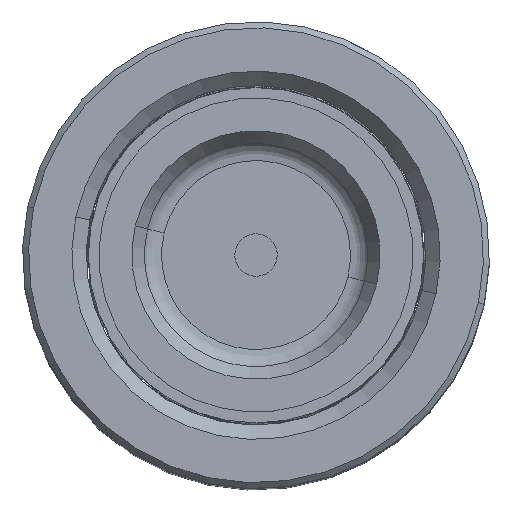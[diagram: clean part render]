
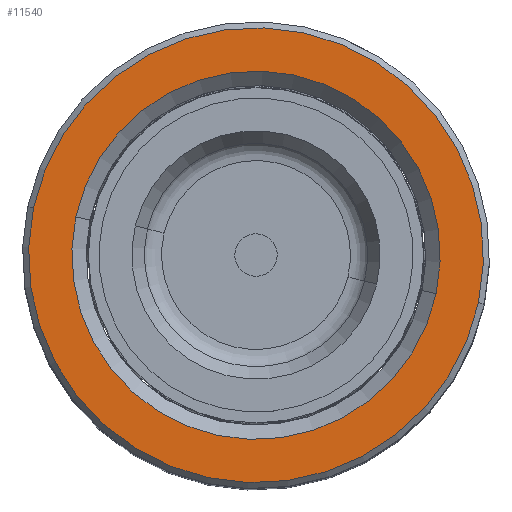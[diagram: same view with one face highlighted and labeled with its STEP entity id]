
A CAD part, top view. The second image highlights one B-rep face of the part: STEP entity #11540.
In plain terms, the highlighted planar face has unit normal (0, 0, 1).
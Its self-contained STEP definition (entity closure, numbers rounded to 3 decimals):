
#1088 = CIRCLE ( 'NONE', #21682, 21.7 ) ;
#1284 = CIRCLE ( 'NONE', #37962, 21.7 ) ;
#2664 = CIRCLE ( 'NONE', #33391, 26.8 ) ;
#2740 = VERTEX_POINT ( 'NONE', #35640 ) ;
#3397 = EDGE_CURVE ( 'NONE', #21696, #44813, #5027, .T. ) ;
#3542 = ORIENTED_EDGE ( 'NONE', *, *, #17849, .T. ) ;
#5027 = CIRCLE ( 'NONE', #20415, 26.8 ) ;
#5916 = DIRECTION ( 'NONE',  ( 1., 0., 0. ) ) ;
#6514 = FACE_BOUND ( 'NONE', #36552, .T. ) ;
#9417 = DIRECTION ( 'NONE',  ( 0., 0., -1. ) ) ;
#10643 = FACE_OUTER_BOUND ( 'NONE', #18537, .T. ) ;
#11540 = ADVANCED_FACE ( 'NONE', ( #10643, #6514 ), #30231, .T. ) ;
#15520 = VERTEX_POINT ( 'NONE', #38892 ) ;
#16208 = EDGE_CURVE ( 'NONE', #44813, #21696, #2664, .T. ) ;
#16787 = AXIS2_PLACEMENT_3D ( 'NONE', #22477, #30743, #18837 ) ;
#17317 = ORIENTED_EDGE ( 'NONE', *, *, #27943, .T. ) ;
#17633 = DIRECTION ( 'NONE',  ( 1., 0., 0. ) ) ;
#17849 = EDGE_CURVE ( 'NONE', #15520, #2740, #1284, .T. ) ;
#18537 = EDGE_LOOP ( 'NONE', ( #45965, #39610 ) ) ;
#18808 = DIRECTION ( 'NONE',  ( 0., 0., -1. ) ) ;
#18837 = DIRECTION ( 'NONE',  ( 1., 0., 0. ) ) ;
#20415 = AXIS2_PLACEMENT_3D ( 'NONE', #48430, #37066, #17633 ) ;
#20881 = DIRECTION ( 'NONE',  ( 0., 0., 1. ) ) ;
#21682 = AXIS2_PLACEMENT_3D ( 'NONE', #23719, #9417, #5916 ) ;
#21696 = VERTEX_POINT ( 'NONE', #41097 ) ;
#22454 = CARTESIAN_POINT ( 'NONE',  ( 0., 0., 100. ) ) ;
#22477 = CARTESIAN_POINT ( 'NONE',  ( 0., 0., 100. ) ) ;
#23719 = CARTESIAN_POINT ( 'NONE',  ( 0., 0., 100. ) ) ;
#27943 = EDGE_CURVE ( 'NONE', #2740, #15520, #1088, .T. ) ;
#28473 = DIRECTION ( 'NONE',  ( 1., 0., 0. ) ) ;
#30231 = PLANE ( 'NONE',  #16787 ) ;
#30743 = DIRECTION ( 'NONE',  ( 0., 0., 1. ) ) ;
#31267 = CARTESIAN_POINT ( 'NONE',  ( 26.8, 0., 100. ) ) ;
#33391 = AXIS2_PLACEMENT_3D ( 'NONE', #47811, #20881, #28473 ) ;
#35640 = CARTESIAN_POINT ( 'NONE',  ( 21.7, 0., 100. ) ) ;
#36552 = EDGE_LOOP ( 'NONE', ( #17317, #3542 ) ) ;
#37066 = DIRECTION ( 'NONE',  ( 0., 0., 1. ) ) ;
#37962 = AXIS2_PLACEMENT_3D ( 'NONE', #22454, #18808, #41405 ) ;
#38892 = CARTESIAN_POINT ( 'NONE',  ( -21.7, 0., 100. ) ) ;
#39610 = ORIENTED_EDGE ( 'NONE', *, *, #16208, .T. ) ;
#41097 = CARTESIAN_POINT ( 'NONE',  ( -26.8, 0., 100. ) ) ;
#41405 = DIRECTION ( 'NONE',  ( 1., 0., 0. ) ) ;
#44813 = VERTEX_POINT ( 'NONE', #31267 ) ;
#45965 = ORIENTED_EDGE ( 'NONE', *, *, #3397, .T. ) ;
#47811 = CARTESIAN_POINT ( 'NONE',  ( 0., 0., 100. ) ) ;
#48430 = CARTESIAN_POINT ( 'NONE',  ( 0., 0., 100. ) ) ;
